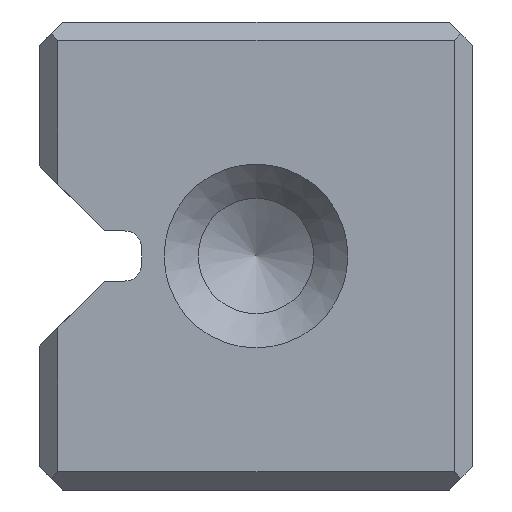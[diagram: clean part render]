
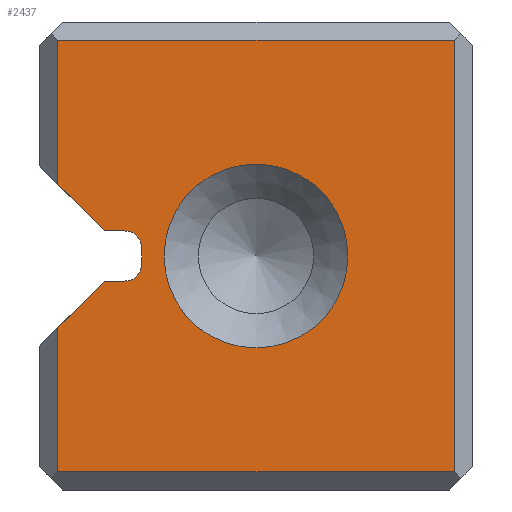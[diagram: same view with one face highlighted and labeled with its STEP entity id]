
A CAD part, left-side view. The second image highlights one B-rep face of the part: STEP entity #2437.
In plain terms, the highlighted planar face has unit normal (-1, 0, 0).
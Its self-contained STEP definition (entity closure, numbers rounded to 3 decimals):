
#2437=ADVANCED_FACE('',(#3266,#3267),#2785,.T.);
#2785=PLANE('',#8356);
#3019=CIRCLE('',#8353,1.);
#3020=CIRCLE('',#8354,1.);
#3021=CIRCLE('',#8355,5.5);
#3266=FACE_BOUND('',#3384,.T.);
#3267=FACE_BOUND('',#3385,.T.);
#3384=EDGE_LOOP('',(#4010,#4011,#4012,#4013,#4014,#4015,#4016,#4017,#4018,
#4019,#4020,#4021));
#3385=EDGE_LOOP('',(#4022));
#4010=ORIENTED_EDGE('',*,*,#6376,.T.);
#4011=ORIENTED_EDGE('',*,*,#6377,.T.);
#4012=ORIENTED_EDGE('',*,*,#6378,.T.);
#4013=ORIENTED_EDGE('',*,*,#6379,.T.);
#4014=ORIENTED_EDGE('',*,*,#6380,.T.);
#4015=ORIENTED_EDGE('',*,*,#6381,.T.);
#4016=ORIENTED_EDGE('',*,*,#6382,.T.);
#4017=ORIENTED_EDGE('',*,*,#6383,.F.);
#4018=ORIENTED_EDGE('',*,*,#6384,.T.);
#4019=ORIENTED_EDGE('',*,*,#6385,.F.);
#4020=ORIENTED_EDGE('',*,*,#6386,.T.);
#4021=ORIENTED_EDGE('',*,*,#6387,.F.);
#4022=ORIENTED_EDGE('',*,*,#6388,.F.);
#5774=VERTEX_POINT('',#10616);
#5775=VERTEX_POINT('',#10617);
#5776=VERTEX_POINT('',#10619);
#5777=VERTEX_POINT('',#10621);
#5778=VERTEX_POINT('',#10623);
#5779=VERTEX_POINT('',#10625);
#5780=VERTEX_POINT('',#10627);
#5781=VERTEX_POINT('',#10629);
#5782=VERTEX_POINT('',#10631);
#5783=VERTEX_POINT('',#10633);
#5784=VERTEX_POINT('',#10635);
#5785=VERTEX_POINT('',#10637);
#5786=VERTEX_POINT('',#10640);
#6376=EDGE_CURVE('',#5774,#5775,#7177,.T.);
#6377=EDGE_CURVE('',#5775,#5776,#7178,.T.);
#6378=EDGE_CURVE('',#5776,#5777,#7179,.T.);
#6379=EDGE_CURVE('',#5777,#5778,#7180,.T.);
#6380=EDGE_CURVE('',#5778,#5779,#7181,.T.);
#6381=EDGE_CURVE('',#5779,#5780,#7182,.T.);
#6382=EDGE_CURVE('',#5780,#5781,#7183,.T.);
#6383=EDGE_CURVE('',#5782,#5781,#7184,.T.);
#6384=EDGE_CURVE('',#5782,#5783,#3019,.T.);
#6385=EDGE_CURVE('',#5784,#5783,#7185,.T.);
#6386=EDGE_CURVE('',#5784,#5785,#3020,.T.);
#6387=EDGE_CURVE('',#5774,#5785,#7186,.T.);
#6388=EDGE_CURVE('',#5786,#5786,#3021,.T.);
#7177=LINE('',#10615,#7839);
#7178=LINE('',#10618,#7840);
#7179=LINE('',#10620,#7841);
#7180=LINE('',#10622,#7842);
#7181=LINE('',#10624,#7843);
#7182=LINE('',#10626,#7844);
#7183=LINE('',#10628,#7845);
#7184=LINE('',#10630,#7846);
#7185=LINE('',#10634,#7847);
#7186=LINE('',#10638,#7848);
#7839=VECTOR('',#8814,1.);
#7840=VECTOR('',#8815,1.);
#7841=VECTOR('',#8816,1.);
#7842=VECTOR('',#8817,1.);
#7843=VECTOR('',#8818,1.);
#7844=VECTOR('',#8819,1.);
#7845=VECTOR('',#8820,1.);
#7846=VECTOR('',#8821,1.);
#7847=VECTOR('',#8824,1.);
#7848=VECTOR('',#8827,1.);
#8353=AXIS2_PLACEMENT_3D('',#10632,#8822,#8823);
#8354=AXIS2_PLACEMENT_3D('',#10636,#8825,#8826);
#8355=AXIS2_PLACEMENT_3D('',#10639,#8828,#8829);
#8356=AXIS2_PLACEMENT_3D('',#10641,#8830,#8831);
#8814=DIRECTION('',(0.,0.707,-0.707));
#8815=DIRECTION('',(0.,0.,-1.));
#8816=DIRECTION('',(0.,-1.,0.));
#8817=DIRECTION('',(0.,0.,1.));
#8818=DIRECTION('',(0.,1.,0.));
#8819=DIRECTION('',(0.,0.,-1.));
#8820=DIRECTION('',(0.,-0.707,-0.707));
#8821=DIRECTION('',(0.,1.,0.));
#8822=DIRECTION('',(1.,0.,0.));
#8823=DIRECTION('',(0.,0.,1.));
#8824=DIRECTION('',(0.,0.,1.));
#8825=DIRECTION('',(1.,0.,0.));
#8826=DIRECTION('',(0.,0.,1.));
#8827=DIRECTION('',(0.,-1.,0.));
#8828=DIRECTION('',(-1.,0.,0.));
#8829=DIRECTION('',(0.,0.,1.));
#8830=DIRECTION('',(-1.,0.,0.));
#8831=DIRECTION('',(0.,1.,0.));
#10615=CARTESIAN_POINT('',(-300.,22.662,11.862));
#10616=CARTESIAN_POINT('',(-300.,34.42,0.105));
#10617=CARTESIAN_POINT('',(-300.,37.205,-2.68));
#10618=CARTESIAN_POINT('',(-300.,37.205,1.605));
#10619=CARTESIAN_POINT('',(-300.,37.205,-11.295));
#10620=CARTESIAN_POINT('',(-300.,12.405,-11.295));
#10621=CARTESIAN_POINT('',(-300.,13.505,-11.295));
#10622=CARTESIAN_POINT('',(-300.,13.505,1.605));
#10623=CARTESIAN_POINT('',(-300.,13.505,14.505));
#10624=CARTESIAN_POINT('',(-300.,12.405,14.505));
#10625=CARTESIAN_POINT('',(-300.,37.205,14.505));
#10626=CARTESIAN_POINT('',(-300.,37.205,1.605));
#10627=CARTESIAN_POINT('',(-300.,37.205,5.89));
#10628=CARTESIAN_POINT('',(-300.,22.662,-8.652));
#10629=CARTESIAN_POINT('',(-300.,34.42,3.105));
#10630=CARTESIAN_POINT('',(-300.,12.405,3.105));
#10631=CARTESIAN_POINT('',(-300.,33.205,3.105));
#10632=CARTESIAN_POINT('',(-300.,33.205,2.105));
#10633=CARTESIAN_POINT('',(-300.,32.205,2.105));
#10634=CARTESIAN_POINT('',(-300.,32.205,1.605));
#10635=CARTESIAN_POINT('',(-300.,32.205,1.105));
#10636=CARTESIAN_POINT('',(-300.,33.205,1.105));
#10637=CARTESIAN_POINT('',(-300.,33.205,0.105));
#10638=CARTESIAN_POINT('',(-300.,12.405,0.105));
#10639=CARTESIAN_POINT('',(-300.,25.355,1.605));
#10640=CARTESIAN_POINT('',(-300.,25.355,7.105));
#10641=CARTESIAN_POINT('',(-300.,12.405,1.605));
